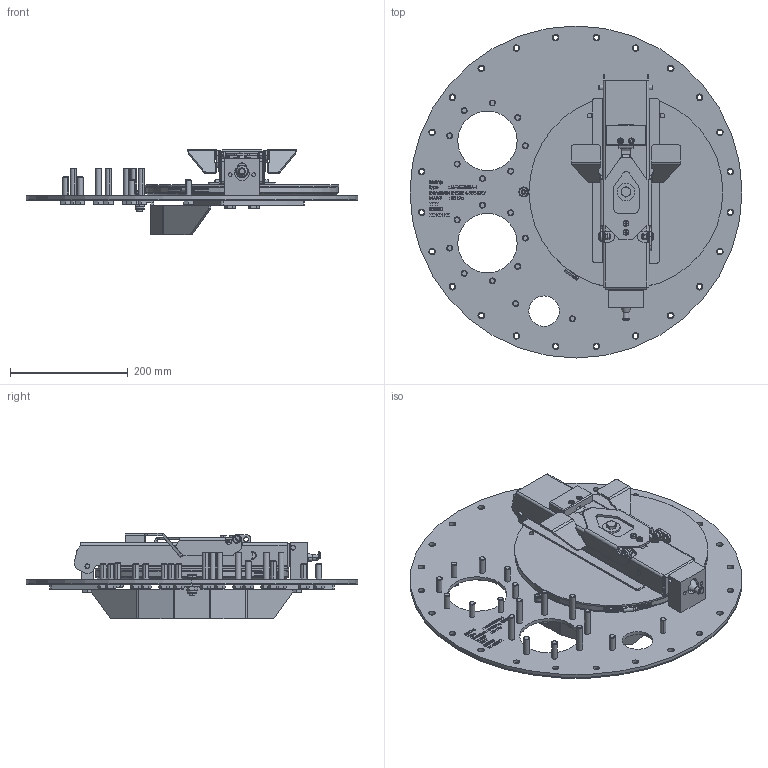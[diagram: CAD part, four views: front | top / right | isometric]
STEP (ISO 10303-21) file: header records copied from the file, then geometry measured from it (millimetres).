
FILE_DESCRIPTION (( 'STEP AP214' ), '1' );
FILE_NAME ('MANLID20A-1_P8000011656.STEP', '2015-09-08T09:32:38', ( 'Admin1' ), ( '' ), 'SwSTEP 2.0', 'SolidWorks 2014', '' );
FILE_SCHEMA (( 'AUTOMOTIVE_DESIGN' ));
Length unit declared in the file: millimetre
Products named in the file (1): MANLID20A-1_P8000011656
Bounding box: 565 x 565 x 144.91 mm (x, y, z)
Surface area: 964581 mm2 (no closed solid volume)
Topology: 0 solids, 163 shells, 1244 faces, 4713 edges, 3534 vertices
Faces by surface type: plane 585, cylinder 385, cone 199, bspline 51, torus 23, sphere 1
Entity records: 79868 total; most frequent: CARTESIAN_POINT 27738, DIRECTION 7681, ORIENTED_EDGE 6856, EDGE_CURVE 4713, VERTEX_POINT 3534, AXIS2_PLACEMENT_3D 2600, VECTOR 2481, LINE 2481
